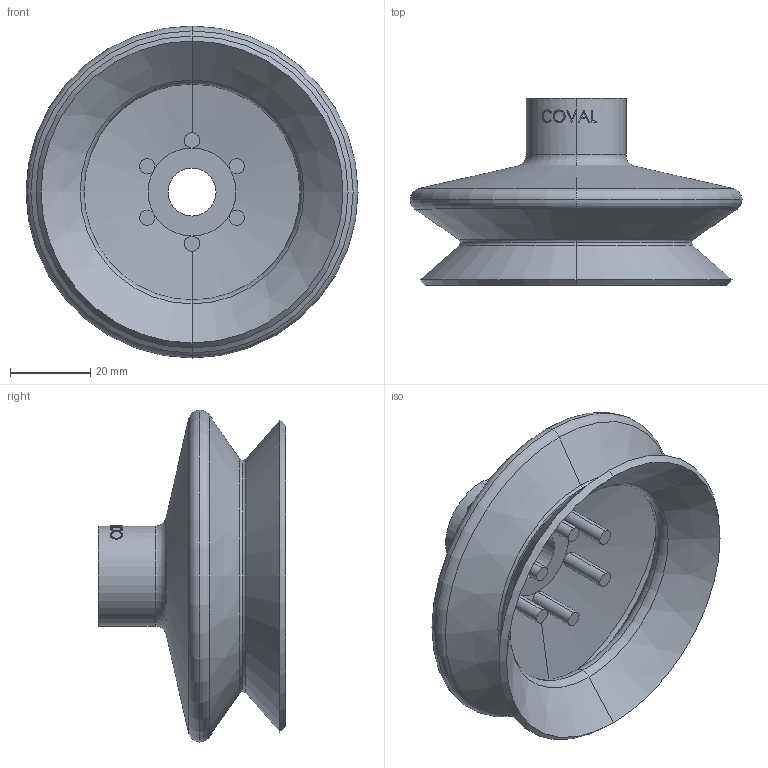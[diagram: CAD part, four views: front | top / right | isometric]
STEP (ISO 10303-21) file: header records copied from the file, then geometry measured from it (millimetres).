
FILE_DESCRIPTION(('STEP AP214'),'1');
FILE_NAME('COVAL_VSA78SIT5.stp','2017-12-27T18:37:39',('TraceParts'),('TraceParts S.A.'),'Spatial InterOp 3D',' ',' ');
FILE_SCHEMA(('automotive_design'));
Length unit declared in the file: millimetre
Products named in the file (1): COVAL_VSA78SIT5
Bounding box: 83 x 46.8 x 83 mm (x, y, z)
Volume: 34059.2 mm3; surface area: 27539.3 mm2
Topology: 1 solids, 1 shells, 107 faces, 257 edges, 157 vertices
Faces by surface type: bspline 29, cylinder 24, plane 22, torus 18, cone 14
Entity records: 8918 total; most frequent: CARTESIAN_POINT 5803, ORIENTED_EDGE 510, DIRECTION 398, EDGE_CURVE 255, AXIS2_PLACEMENT_3D 177, VERTEX_POINT 156, EDGE_LOOP 115, B_SPLINE_CURVE_WITH_KNOTS 113
